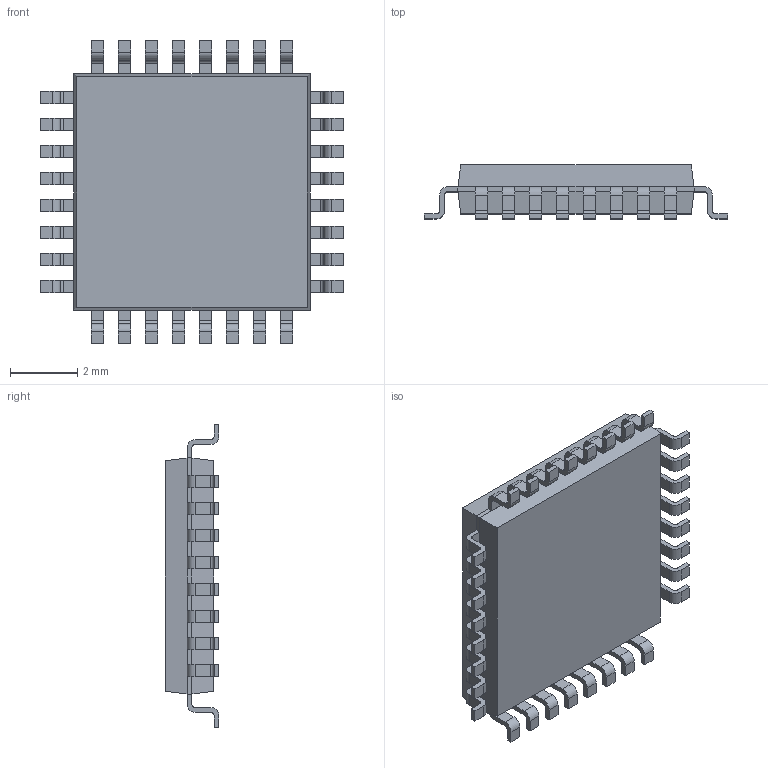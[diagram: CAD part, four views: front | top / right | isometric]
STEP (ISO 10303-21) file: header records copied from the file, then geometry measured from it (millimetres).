
FILE_DESCRIPTION (( 'STEP AP214' ), '1' );
FILE_NAME ('C32+1.STEP', '2021-01-07T20:32:08', ( '' ), ( '' ), 'SwSTEP 2.0', 'SolidWorks 2017', '' );
FILE_SCHEMA (( 'AUTOMOTIVE_DESIGN' ));
Length unit declared in the file: millimetre
Products named in the file (1): C32+1
Bounding box: 9 x 1.6 x 9 mm (x, y, z)
Volume: 72.5 mm3; surface area: 192.6 mm2
Topology: 33 solids, 33 shells, 462 faces, 1180 edges, 784 vertices
Faces by surface type: plane 334, cylinder 128
Entity records: 14238 total; most frequent: CARTESIAN_POINT 2427, DIRECTION 2362, ORIENTED_EDGE 2360, EDGE_CURVE 1180, LINE 924, VECTOR 924, VERTEX_POINT 784, AXIS2_PLACEMENT_3D 719
